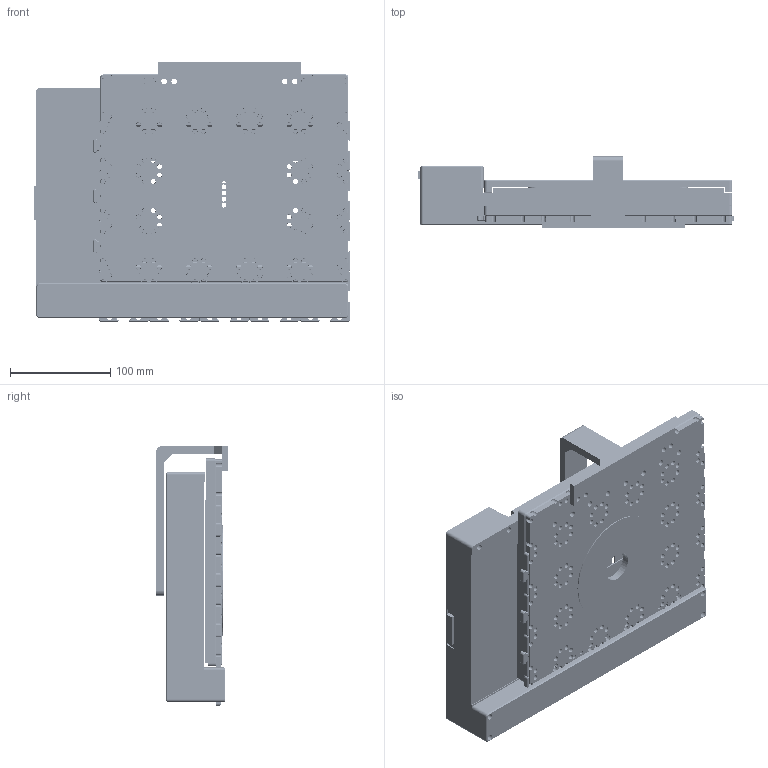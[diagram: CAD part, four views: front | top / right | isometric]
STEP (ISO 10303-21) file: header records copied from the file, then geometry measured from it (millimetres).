
FILE_DESCRIPTION(/* description */ (''),/* implementation_level */ '2;1');
FILE_NAME(/* name */ 'Assebmly_Heidstar_XY_stage.iam.step',/* time_stamp */ '2022-11-29T08:57:35+01:00',/* author */ ('diederichbenedict'),/* organization */ (''),/* preprocessor_version */ 'ST-DEVELOPER v18.1',/* originating_system */ 'Autodesk Inventor 2022',/* authorisation */ '');
FILE_SCHEMA (('AUTOMOTIVE_DESIGN { 1 0 10303 214 3 1 1 }'));
Length unit declared in the file: millimetre
Products named in the file (7): Assebmly_Heidstar_XY_stage; 00_Heidstar_XYStage; 10_Base_puzzle_v3; 30_Cube_Adapter_Heidstar_Holecover; 30_Cube_Adapter_Heidstar; 30_Cube_Adapter_Heidstar_v3; 30_Cube_Adapter_Heidstar_IlluminationArm
Assembly tree (25 placements, depth 2):
  Assebmly_Heidstar_XY_stage
    00_Heidstar_XYStage
    10_Base_puzzle_v3  x20
    30_Cube_Adapter_Heidstar_Holecover
    30_Cube_Adapter_Heidstar
    30_Cube_Adapter_Heidstar_v3
    30_Cube_Adapter_Heidstar_IlluminationArm
Bounding box: 314.4 x 71 x 258 mm (x, y, z)
Volume: 1943749.9 mm3; surface area: 643455.3 mm2
Topology: 33 solids, 126 shells, 5219 faces, 12989 edges, 8008 vertices
Faces by surface type: plane 2820, cylinder 1193, cone 965, sphere 120, torus 120, bspline 1
Full cylindrical faces by diameter (mm): 0.4 x8, 1.6 x48, 2.5 x57, 3.2 x40, 3.3 x8, 3.4 x11, 4.2 x8, 4.5 x20, 5 x7, 5.5 x11, 6 x31, 7 x40, 8.5 x8, 9.5 x4, 30 x2, 98.012 x1, 110 x1
Entity records: 45860 total; most frequent: DIRECTION 8122, CARTESIAN_POINT 8114, ORIENTED_EDGE 7207, EDGE_CURVE 3636, AXIS2_PLACEMENT_3D 3003, VERTEX_POINT 2365, LINE 2116, VECTOR 2116
